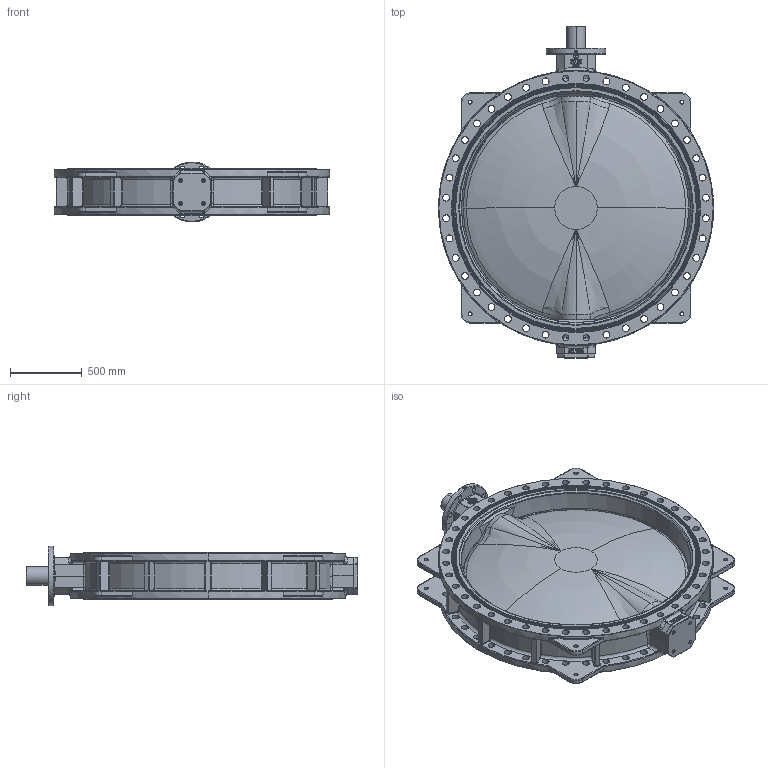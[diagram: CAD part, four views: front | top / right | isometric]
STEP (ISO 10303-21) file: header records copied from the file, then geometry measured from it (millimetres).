
FILE_DESCRIPTION (( 'STEP AP214' ), '1' );
FILE_NAME ('D41600._2.step', '2013-07-30T15:00:38', ( 'mbuehlmann' ), ( '' ), 'SwSTEP 2.0', 'SolidWorks 2012', '' );
FILE_SCHEMA (( 'AUTOMOTIVE_DESIGN' ));
Length unit declared in the file: millimetre
Products named in the file (1): D41600._2
Bounding box: 1923.67 x 2320 x 418 mm (x, y, z)
Volume: 340441215 mm3; surface area: 15596446 mm2
Topology: 1 solids, 3 shells, 1699 faces, 4265 edges, 2601 vertices
Faces by surface type: cylinder 490, bspline 466, plane 390, cone 210, torus 123, sphere 20
Entity records: 91418 total; most frequent: CARTESIAN_POINT 52081, ORIENTED_EDGE 8454, DIRECTION 6760, EDGE_CURVE 4227, VERTEX_POINT 2601, AXIS2_PLACEMENT_3D 2557, EDGE_LOOP 1968, FACE_OUTER_BOUND 1699
